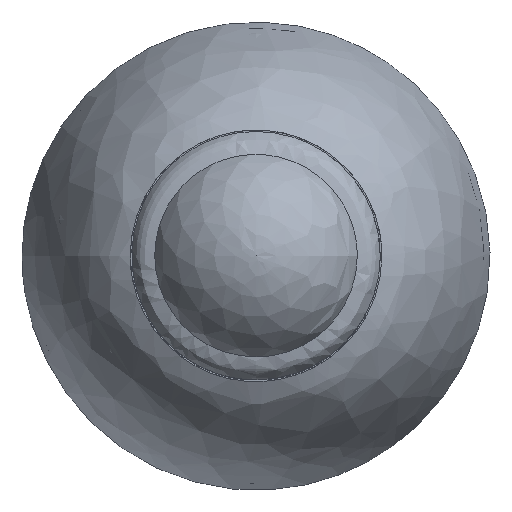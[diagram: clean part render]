
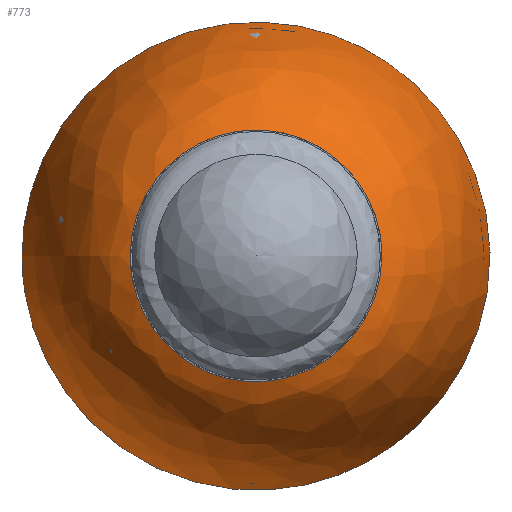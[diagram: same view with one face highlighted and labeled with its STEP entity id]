
A CAD part, top view. The second image highlights one B-rep face of the part: STEP entity #773.
In plain terms, the highlighted free-form (B-spline) face has degree [5, 2] with [9, 9] control points.
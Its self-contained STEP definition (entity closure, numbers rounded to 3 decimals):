
#729 = VERTEX_POINT('',#730);
#730 = CARTESIAN_POINT('',(8.396,0.,
    13.778));
#735 = EDGE_CURVE('',#729,#736,#738,.T.);
#736 = VERTEX_POINT('',#737);
#737 = CARTESIAN_POINT('',(-8.396,0.,13.778));
#738 = ( BOUNDED_CURVE() B_SPLINE_CURVE(2,(#739,#740,#741,#742,#743),
.UNSPECIFIED.,.F.,.F.) B_SPLINE_CURVE_WITH_KNOTS((3,2,3),(0.,
1.571,3.142),.PIECEWISE_BEZIER_KNOTS.) CURVE() 
GEOMETRIC_REPRESENTATION_ITEM() RATIONAL_B_SPLINE_CURVE((1.,
0.707,1.,0.707,1.)) REPRESENTATION_ITEM('') );
#739 = CARTESIAN_POINT('',(8.396,0.,13.778));
#740 = CARTESIAN_POINT('',(8.396,-8.396,
    13.778));
#741 = CARTESIAN_POINT('',(0.,-8.396,
    13.778));
#742 = CARTESIAN_POINT('',(-8.396,-8.396,
    13.778));
#743 = CARTESIAN_POINT('',(-8.396,0.,
    13.778));
#745 = EDGE_CURVE('',#736,#729,#746,.T.);
#746 = ( BOUNDED_CURVE() B_SPLINE_CURVE(2,(#747,#748,#749,#750,#751),
.UNSPECIFIED.,.F.,.F.) B_SPLINE_CURVE_WITH_KNOTS((3,2,3),(3.142,
4.712,6.283),.PIECEWISE_BEZIER_KNOTS.) CURVE() 
GEOMETRIC_REPRESENTATION_ITEM() RATIONAL_B_SPLINE_CURVE((1.,
0.707,1.,0.707,1.)) REPRESENTATION_ITEM('') );
#747 = CARTESIAN_POINT('',(-8.396,0.,
    13.778));
#748 = CARTESIAN_POINT('',(-8.396,8.396,
    13.778));
#749 = CARTESIAN_POINT('',(0.,8.396,
    13.778));
#750 = CARTESIAN_POINT('',(8.396,8.396,13.778
    ));
#751 = CARTESIAN_POINT('',(8.396,0.,
    13.778));
#773 = ADVANCED_FACE('',(#774),#803,.T.);
#774 = FACE_BOUND('',#775,.T.);
#775 = EDGE_LOOP('',(#776,#790,#791,#792,#793));
#776 = ORIENTED_EDGE('',*,*,#777,.F.);
#777 = EDGE_CURVE('',#736,#778,#780,.T.);
#778 = VERTEX_POINT('',#779);
#779 = CARTESIAN_POINT('',(-15.611,0.,-0.433));
#780 = B_SPLINE_CURVE_WITH_KNOTS('',5,(#781,#782,#783,#784,#785,#786,
    #787,#788,#789),.UNSPECIFIED.,.F.,.F.,(6,1,1,1,6),(0.231,
    0.4,0.6,0.8,0.964),.UNSPECIFIED.);
#781 = CARTESIAN_POINT('',(-8.396,0.,13.778));
#782 = CARTESIAN_POINT('',(-8.833,0.,13.624));
#783 = CARTESIAN_POINT('',(-9.76,0.,13.152));
#784 = CARTESIAN_POINT('',(-11.099,0.,11.985));
#785 = CARTESIAN_POINT('',(-12.66,0.,9.696));
#786 = CARTESIAN_POINT('',(-14.008,0.,6.392));
#787 = CARTESIAN_POINT('',(-14.895,0.,3.143));
#788 = CARTESIAN_POINT('',(-15.398,0.,0.723));
#789 = CARTESIAN_POINT('',(-15.611,0.,-0.433));
#790 = ORIENTED_EDGE('',*,*,#745,.T.);
#791 = ORIENTED_EDGE('',*,*,#735,.T.);
#792 = ORIENTED_EDGE('',*,*,#777,.T.);
#793 = ORIENTED_EDGE('',*,*,#794,.F.);
#794 = EDGE_CURVE('',#778,#778,#795,.T.);
#795 = ( BOUNDED_CURVE() B_SPLINE_CURVE(2,(#796,#797,#798,#799,#800,#801
,#802),.UNSPECIFIED.,.T.,.F.) B_SPLINE_CURVE_WITH_KNOTS((3,2,2,3),(
    3.142,5.236,7.33,9.425),
.PIECEWISE_BEZIER_KNOTS.) CURVE() GEOMETRIC_REPRESENTATION_ITEM() 
RATIONAL_B_SPLINE_CURVE((1.,0.5,1.,0.5,1.,0.5,1.)) REPRESENTATION_ITEM(
  '') );
#796 = CARTESIAN_POINT('',(-15.611,0.,
    -0.433));
#797 = CARTESIAN_POINT('',(-15.611,27.038,
    -0.433));
#798 = CARTESIAN_POINT('',(7.805,13.519,
    -0.433));
#799 = CARTESIAN_POINT('',(31.221,0.,
    -0.433));
#800 = CARTESIAN_POINT('',(7.805,-13.519,
    -0.433));
#801 = CARTESIAN_POINT('',(-15.611,-27.038,
    -0.433));
#802 = CARTESIAN_POINT('',(-15.611,0.,
    -0.433));
#803 = ( BOUNDED_SURFACE() B_SPLINE_SURFACE(5,2,(
    (#804,#805,#806,#807,#808,#809,#810,#811,#812)
    ,(#813,#814,#815,#816,#817,#818,#819,#820,#821)
    ,(#822,#823,#824,#825,#826,#827,#828,#829,#830)
    ,(#831,#832,#833,#834,#835,#836,#837,#838,#839)
    ,(#840,#841,#842,#843,#844,#845,#846,#847,#848)
    ,(#849,#850,#851,#852,#853,#854,#855,#856,#857)
    ,(#858,#859,#860,#861,#862,#863,#864,#865,#866)
    ,(#867,#868,#869,#870,#871,#872,#873,#874,#875)
    ,(#876,#877,#878,#879,#880,#881,#882,#883,#884
)),.UNSPECIFIED.,.F.,.T.,.F.) B_SPLINE_SURFACE_WITH_KNOTS((6,1,1,1,6),(1
    ,2,2,2,2,2,1),(-0.964,-0.8,-0.6,-0.4,-0.231),(
    -1.571,0.,1.571,3.142,4.712,
    6.283,7.854),.UNSPECIFIED.) 
GEOMETRIC_REPRESENTATION_ITEM() RATIONAL_B_SPLINE_SURFACE((
    (1.,0.707,1.,0.707,1.,0.707,1.
      ,0.707,1.)
    ,(1.,0.707,1.,0.707,1.,0.707,1.
      ,0.707,1.)
    ,(1.,0.707,1.,0.707,1.,0.707,1.
      ,0.707,1.)
    ,(1.,0.707,1.,0.707,1.,0.707,1.
      ,0.707,1.)
    ,(1.,0.707,1.,0.707,1.,0.707,1.
      ,0.707,1.)
    ,(1.,0.707,1.,0.707,1.,0.707,1.
      ,0.707,1.)
    ,(1.,0.707,1.,0.707,1.,0.707,1.
      ,0.707,1.)
    ,(1.,0.707,1.,0.707,1.,0.707,1.
      ,0.707,1.)
    ,(1.,0.707,1.,0.707,1.,0.707,1.
,0.707,1.))) REPRESENTATION_ITEM('') SURFACE() );
#804 = CARTESIAN_POINT('',(-15.611,0.,-0.433));
#805 = CARTESIAN_POINT('',(-15.611,15.611,
    -0.433));
#806 = CARTESIAN_POINT('',(0.,15.611,-0.433));
#807 = CARTESIAN_POINT('',(15.611,15.611,
    -0.433));
#808 = CARTESIAN_POINT('',(15.611,0.,-0.433));
#809 = CARTESIAN_POINT('',(15.611,-15.611,
    -0.433));
#810 = CARTESIAN_POINT('',(0.,-15.611,-0.433));
#811 = CARTESIAN_POINT('',(-15.611,-15.611,
    -0.433));
#812 = CARTESIAN_POINT('',(-15.611,0.,-0.433));
#813 = CARTESIAN_POINT('',(-15.398,0.,0.723));
#814 = CARTESIAN_POINT('',(-15.398,15.398,
    0.723));
#815 = CARTESIAN_POINT('',(0.,15.398,0.723));
#816 = CARTESIAN_POINT('',(15.398,15.398,
    0.723));
#817 = CARTESIAN_POINT('',(15.398,0.,0.723));
#818 = CARTESIAN_POINT('',(15.398,-15.398,
    0.723));
#819 = CARTESIAN_POINT('',(0.,-15.398,0.723));
#820 = CARTESIAN_POINT('',(-15.398,-15.398,
    0.723));
#821 = CARTESIAN_POINT('',(-15.398,0.,0.723));
#822 = CARTESIAN_POINT('',(-14.895,0.,3.143));
#823 = CARTESIAN_POINT('',(-14.895,14.895,
    3.143));
#824 = CARTESIAN_POINT('',(0.,14.895,3.143));
#825 = CARTESIAN_POINT('',(14.895,14.895,
    3.143));
#826 = CARTESIAN_POINT('',(14.895,0.,3.143));
#827 = CARTESIAN_POINT('',(14.895,-14.895,
    3.143));
#828 = CARTESIAN_POINT('',(0.,-14.895,3.143));
#829 = CARTESIAN_POINT('',(-14.895,-14.895,
    3.143));
#830 = CARTESIAN_POINT('',(-14.895,0.,3.143));
#831 = CARTESIAN_POINT('',(-14.008,0.,6.392));
#832 = CARTESIAN_POINT('',(-14.008,14.008,
    6.392));
#833 = CARTESIAN_POINT('',(0.,14.008,6.392));
#834 = CARTESIAN_POINT('',(14.008,14.008,
    6.392));
#835 = CARTESIAN_POINT('',(14.008,0.,6.392));
#836 = CARTESIAN_POINT('',(14.008,-14.008,
    6.392));
#837 = CARTESIAN_POINT('',(0.,-14.008,6.392));
#838 = CARTESIAN_POINT('',(-14.008,-14.008,
    6.392));
#839 = CARTESIAN_POINT('',(-14.008,0.,6.392));
#840 = CARTESIAN_POINT('',(-12.66,0.,9.696));
#841 = CARTESIAN_POINT('',(-12.66,12.66,9.696
    ));
#842 = CARTESIAN_POINT('',(0.,12.66,9.696));
#843 = CARTESIAN_POINT('',(12.66,12.66,9.696
    ));
#844 = CARTESIAN_POINT('',(12.66,0.,9.696));
#845 = CARTESIAN_POINT('',(12.66,-12.66,9.696
    ));
#846 = CARTESIAN_POINT('',(0.,-12.66,9.696));
#847 = CARTESIAN_POINT('',(-12.66,-12.66,9.696
    ));
#848 = CARTESIAN_POINT('',(-12.66,0.,9.696));
#849 = CARTESIAN_POINT('',(-11.099,0.,11.985));
#850 = CARTESIAN_POINT('',(-11.099,11.099,
    11.985));
#851 = CARTESIAN_POINT('',(0.,11.099,11.985));
#852 = CARTESIAN_POINT('',(11.099,11.099,
    11.985));
#853 = CARTESIAN_POINT('',(11.099,0.,11.985));
#854 = CARTESIAN_POINT('',(11.099,-11.099,
    11.985));
#855 = CARTESIAN_POINT('',(0.,-11.099,11.985));
#856 = CARTESIAN_POINT('',(-11.099,-11.099,
    11.985));
#857 = CARTESIAN_POINT('',(-11.099,0.,11.985));
#858 = CARTESIAN_POINT('',(-9.76,0.,13.152));
#859 = CARTESIAN_POINT('',(-9.76,9.76,
    13.152));
#860 = CARTESIAN_POINT('',(0.,9.76,13.152));
#861 = CARTESIAN_POINT('',(9.76,9.76,13.152
    ));
#862 = CARTESIAN_POINT('',(9.76,0.,13.152));
#863 = CARTESIAN_POINT('',(9.76,-9.76,
    13.152));
#864 = CARTESIAN_POINT('',(0.,-9.76,13.152));
#865 = CARTESIAN_POINT('',(-9.76,-9.76,
    13.152));
#866 = CARTESIAN_POINT('',(-9.76,0.,13.152));
#867 = CARTESIAN_POINT('',(-8.833,0.,13.624));
#868 = CARTESIAN_POINT('',(-8.833,8.833,
    13.624));
#869 = CARTESIAN_POINT('',(0.,8.833,13.624));
#870 = CARTESIAN_POINT('',(8.833,8.833,13.624
    ));
#871 = CARTESIAN_POINT('',(8.833,0.,13.624));
#872 = CARTESIAN_POINT('',(8.833,-8.833,
    13.624));
#873 = CARTESIAN_POINT('',(0.,-8.833,13.624));
#874 = CARTESIAN_POINT('',(-8.833,-8.833,
    13.624));
#875 = CARTESIAN_POINT('',(-8.833,0.,13.624));
#876 = CARTESIAN_POINT('',(-8.396,0.,13.778));
#877 = CARTESIAN_POINT('',(-8.396,8.396,
    13.778));
#878 = CARTESIAN_POINT('',(0.,8.396,13.778));
#879 = CARTESIAN_POINT('',(8.396,8.396,13.778
    ));
#880 = CARTESIAN_POINT('',(8.396,0.,13.778));
#881 = CARTESIAN_POINT('',(8.396,-8.396,
    13.778));
#882 = CARTESIAN_POINT('',(0.,-8.396,13.778));
#883 = CARTESIAN_POINT('',(-8.396,-8.396,
    13.778));
#884 = CARTESIAN_POINT('',(-8.396,0.,13.778));
